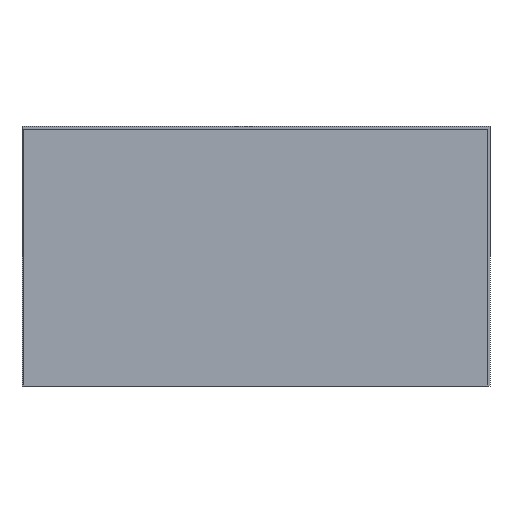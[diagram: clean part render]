
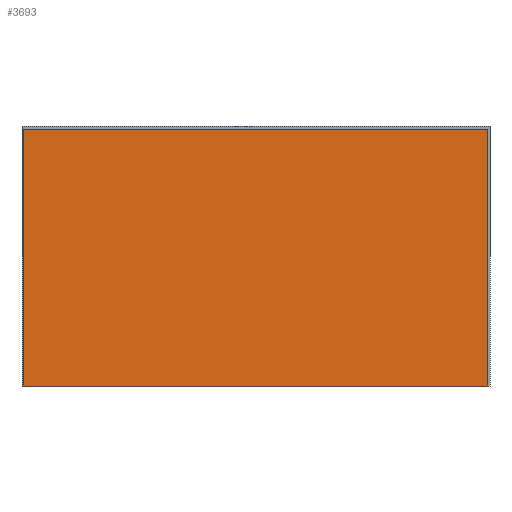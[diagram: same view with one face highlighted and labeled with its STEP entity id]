
A CAD part, front view. The second image highlights one B-rep face of the part: STEP entity #3693.
In plain terms, the highlighted planar face has unit normal (0, -1, 0).
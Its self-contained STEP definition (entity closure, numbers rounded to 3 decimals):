
#122 = EDGE_CURVE ( 'NONE', #4551, #536, #2142, .T. ) ;
#215 = DIRECTION ( 'NONE',  ( 0., 1., 0. ) ) ;
#307 = CARTESIAN_POINT ( 'NONE',  ( 1.5, 0., -3. ) ) ;
#308 = CARTESIAN_POINT ( 'NONE',  ( 1.5, 0., -250. ) ) ;
#329 = DIRECTION ( 'NONE',  ( 0., 0., 1. ) ) ;
#389 = DIRECTION ( 'NONE',  ( -1., 0., 0. ) ) ;
#514 = VECTOR ( 'NONE', #747, 1000. ) ;
#516 = CARTESIAN_POINT ( 'NONE',  ( 0., 0., 0. ) ) ;
#536 = VERTEX_POINT ( 'NONE', #3435 ) ;
#552 = EDGE_CURVE ( 'NONE', #1200, #4551, #3851, .T. ) ;
#569 = ORIENTED_EDGE ( 'NONE', *, *, #3230, .F. ) ;
#747 = DIRECTION ( 'NONE',  ( 1., 0., 0. ) ) ;
#795 = LINE ( 'NONE', #3539, #2242 ) ;
#883 = DIRECTION ( 'NONE',  ( 0., 0., 1. ) ) ;
#1200 = VERTEX_POINT ( 'NONE', #4517 ) ;
#1298 = VECTOR ( 'NONE', #3644, 1000. ) ;
#1456 = CARTESIAN_POINT ( 'NONE',  ( 448.5, 0., -250. ) ) ;
#1636 = VERTEX_POINT ( 'NONE', #1456 ) ;
#2142 = LINE ( 'NONE', #3946, #514 ) ;
#2164 = AXIS2_PLACEMENT_3D ( 'NONE', #516, #215, #883 ) ;
#2242 = VECTOR ( 'NONE', #389, 1000. ) ;
#2461 = CARTESIAN_POINT ( 'NONE',  ( 448.5, 0., -250. ) ) ;
#2583 = ORIENTED_EDGE ( 'NONE', *, *, #122, .F. ) ;
#2946 = EDGE_LOOP ( 'NONE', ( #3092, #3554, #569, #2583 ) ) ;
#2991 = LINE ( 'NONE', #2461, #1298 ) ;
#3092 = ORIENTED_EDGE ( 'NONE', *, *, #552, .F. ) ;
#3198 = VECTOR ( 'NONE', #329, 1000. ) ;
#3230 = EDGE_CURVE ( 'NONE', #536, #1636, #2991, .T. ) ;
#3435 = CARTESIAN_POINT ( 'NONE',  ( 448.5, 0., -3. ) ) ;
#3539 = CARTESIAN_POINT ( 'NONE',  ( 1.5, 0., -250. ) ) ;
#3554 = ORIENTED_EDGE ( 'NONE', *, *, #4360, .F. ) ;
#3644 = DIRECTION ( 'NONE',  ( 0., 0., -1. ) ) ;
#3659 = PLANE ( 'NONE',  #2164 ) ;
#3693 = ADVANCED_FACE ( 'NONE', ( #4094 ), #3659, .F. ) ;
#3851 = LINE ( 'NONE', #308, #3198 ) ;
#3946 = CARTESIAN_POINT ( 'NONE',  ( 1.5, 0., -3. ) ) ;
#4094 = FACE_OUTER_BOUND ( 'NONE', #2946, .T. ) ;
#4360 = EDGE_CURVE ( 'NONE', #1636, #1200, #795, .T. ) ;
#4517 = CARTESIAN_POINT ( 'NONE',  ( 1.5, 0., -250. ) ) ;
#4551 = VERTEX_POINT ( 'NONE', #307 ) ;
